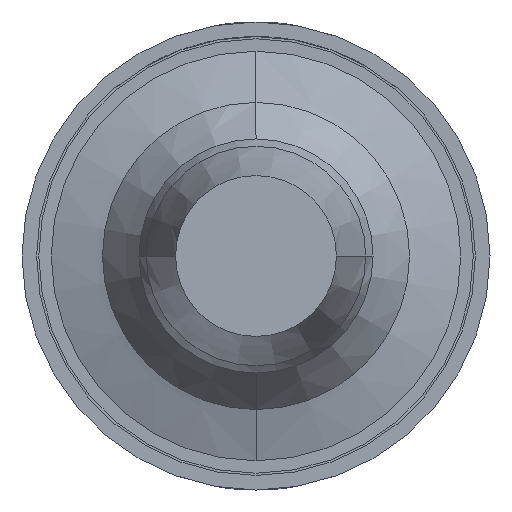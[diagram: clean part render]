
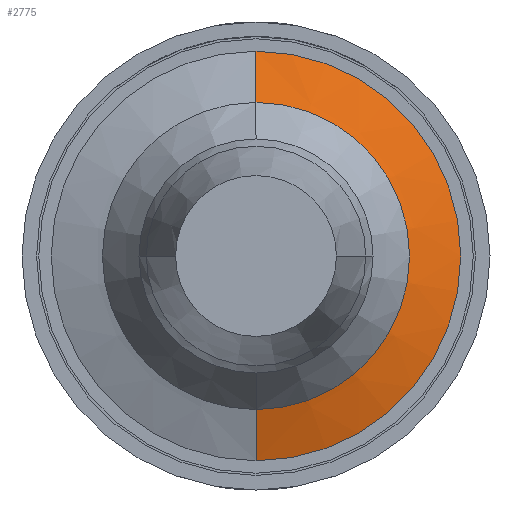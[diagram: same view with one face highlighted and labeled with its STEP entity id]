
A CAD part, front view. The second image highlights one B-rep face of the part: STEP entity #2775.
In plain terms, the highlighted conical face has half-angle 71.565 degrees and reference radius 0.8 mm.
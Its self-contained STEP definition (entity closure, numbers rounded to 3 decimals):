
#67 = CARTESIAN_POINT ( 'NONE',  ( 0., -41.6, -0.8 ) ) ;
#172 = VERTEX_POINT ( 'NONE', #2123 ) ;
#213 = CIRCLE ( 'NONE', #2908, 1.4 ) ;
#342 = CARTESIAN_POINT ( 'NONE',  ( 0., -41.6, 0.8 ) ) ;
#446 = CARTESIAN_POINT ( 'NONE',  ( 0., -41.6, -0.8 ) ) ;
#555 = EDGE_CURVE ( 'Defeature ausgef�hrt7_7+Defeature ausgef�hrt7_6+Defeature ausgef�hrt7_6+Defeature ausgef�hrt7_6', #172, #4235, #4078, .T. ) ;
#748 = EDGE_CURVE ( 'Defeature ausgef�hrt7_8+Defeature ausgef�hrt7_7+Defeature ausgef�hrt7_7+Defeature ausgef�hrt7_7', #3989, #5841, #213, .T. ) ;
#861 = DIRECTION ( 'NONE',  ( 0., 0.316, 0.949 ) ) ;
#1662 = AXIS2_PLACEMENT_3D ( 'NONE', #5966, #3401, #4517 ) ;
#1719 = LINE ( 'NONE', #67, #5177 ) ;
#1751 = AXIS2_PLACEMENT_3D ( 'NONE', #6061, #3987, #2434 ) ;
#1754 = CARTESIAN_POINT ( 'NONE',  ( 0., -41.4, 0. ) ) ;
#1974 = EDGE_LOOP ( 'NONE', ( #4069, #3605, #2379, #4176 ) ) ;
#2123 = CARTESIAN_POINT ( 'NONE',  ( 0., -41.6, 0.8 ) ) ;
#2230 = EDGE_CURVE ( 'NONE', #172, #3989, #4318, .T. ) ;
#2379 = ORIENTED_EDGE ( 'NONE', *, *, #6484, .T. ) ;
#2434 = DIRECTION ( 'NONE',  ( 0., 0., -1. ) ) ;
#2615 = DIRECTION ( 'NONE',  ( 0., 0.316, -0.949 ) ) ;
#2775 = ADVANCED_FACE ( 'Defeature ausgef�hrt7_7', ( #3986 ), #3831, .T. ) ;
#2789 = DIRECTION ( 'NONE',  ( 0., 0., -1. ) ) ;
#2908 = AXIS2_PLACEMENT_3D ( 'NONE', #1754, #3289, #2789 ) ;
#3289 = DIRECTION ( 'NONE',  ( 0., 1., 0. ) ) ;
#3401 = DIRECTION ( 'NONE',  ( 0., 1., 0. ) ) ;
#3605 = ORIENTED_EDGE ( 'NONE', *, *, #555, .T. ) ;
#3831 = CONICAL_SURFACE ( 'NONE', #1662, 0.8, 1.249 ) ;
#3986 = FACE_OUTER_BOUND ( 'NONE', #1974, .T. ) ;
#3987 = DIRECTION ( 'NONE',  ( 0., 1., 0. ) ) ;
#3989 = VERTEX_POINT ( 'NONE', #5622 ) ;
#4069 = ORIENTED_EDGE ( 'NONE', *, *, #2230, .F. ) ;
#4078 = CIRCLE ( 'NONE', #1751, 0.8 ) ;
#4176 = ORIENTED_EDGE ( 'NONE', *, *, #748, .F. ) ;
#4235 = VERTEX_POINT ( 'NONE', #446 ) ;
#4318 = LINE ( 'NONE', #342, #6479 ) ;
#4517 = DIRECTION ( 'NONE',  ( 0., 0., -1. ) ) ;
#4723 = CARTESIAN_POINT ( 'NONE',  ( 0., -41.4, -1.4 ) ) ;
#5177 = VECTOR ( 'NONE', #2615, 1000. ) ;
#5622 = CARTESIAN_POINT ( 'NONE',  ( 0., -41.4, 1.4 ) ) ;
#5841 = VERTEX_POINT ( 'NONE', #4723 ) ;
#5966 = CARTESIAN_POINT ( 'NONE',  ( 0., -41.6, 0. ) ) ;
#6061 = CARTESIAN_POINT ( 'NONE',  ( 0., -41.6, 0. ) ) ;
#6479 = VECTOR ( 'NONE', #861, 1000. ) ;
#6484 = EDGE_CURVE ( 'NONE', #4235, #5841, #1719, .T. ) ;
